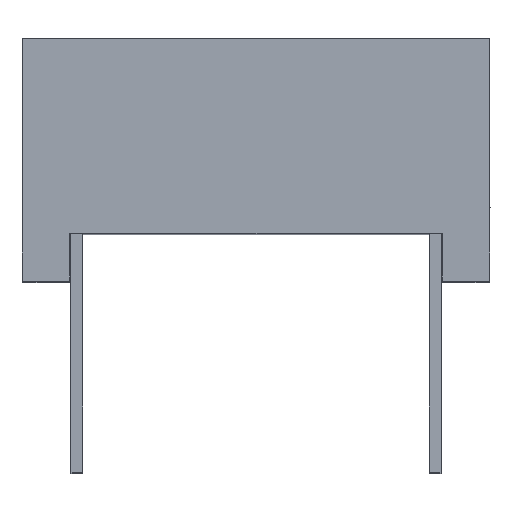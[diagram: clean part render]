
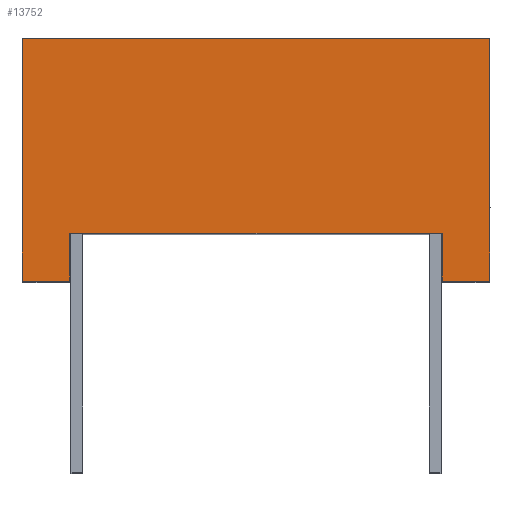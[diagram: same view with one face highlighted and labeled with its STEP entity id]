
A CAD part, top view. The second image highlights one B-rep face of the part: STEP entity #13752.
In plain terms, the highlighted planar face has unit normal (0, 0, 1).
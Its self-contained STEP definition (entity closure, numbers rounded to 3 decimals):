
#16 = VECTOR ( 'NONE', #22540, 1000. ) ;
#124 = VECTOR ( 'NONE', #1115, 1000. ) ;
#717 = DIRECTION ( 'NONE',  ( 0., 1., 0. ) ) ;
#1015 = CARTESIAN_POINT ( 'NONE',  ( 4.9, -5.08, 9.375 ) ) ;
#1115 = DIRECTION ( 'NONE',  ( 0., 1., 0. ) ) ;
#1187 = FACE_OUTER_BOUND ( 'NONE', #19533, .T. ) ;
#1278 = VERTEX_POINT ( 'NONE', #24467 ) ;
#1317 = LINE ( 'NONE', #8939, #16 ) ;
#1370 = EDGE_CURVE ( 'NONE', #23982, #2051, #1317, .T. ) ;
#2051 = VERTEX_POINT ( 'NONE', #7560 ) ;
#2834 = LINE ( 'NONE', #8469, #19888 ) ;
#3296 = DIRECTION ( 'NONE',  ( 1., 0., 0. ) ) ;
#3839 = CARTESIAN_POINT ( 'NONE',  ( -4.9, -5.08, 9.375 ) ) ;
#4342 = LINE ( 'NONE', #15905, #9958 ) ;
#4978 = CARTESIAN_POINT ( 'NONE',  ( -3.9, -5.08, 9.375 ) ) ;
#5307 = VECTOR ( 'NONE', #14394, 1000. ) ;
#5617 = EDGE_CURVE ( 'NONE', #7207, #23982, #16428, .T. ) ;
#5633 = EDGE_CURVE ( 'NONE', #19872, #18120, #12673, .T. ) ;
#6899 = LINE ( 'NONE', #14554, #20106 ) ;
#7207 = VERTEX_POINT ( 'NONE', #20220 ) ;
#7560 = CARTESIAN_POINT ( 'NONE',  ( 3.9, -4.08, 9.375 ) ) ;
#8016 = CARTESIAN_POINT ( 'NONE',  ( 3.9, -2.54, 9.375 ) ) ;
#8469 = CARTESIAN_POINT ( 'NONE',  ( 4.9, -5.08, 9.375 ) ) ;
#8531 = EDGE_CURVE ( 'NONE', #2051, #19872, #19373, .T. ) ;
#8939 = CARTESIAN_POINT ( 'NONE',  ( -8.727, -4.08, 9.375 ) ) ;
#9792 = EDGE_CURVE ( 'NONE', #1278, #24242, #4342, .T. ) ;
#9958 = VECTOR ( 'NONE', #11917, 1000. ) ;
#10234 = VECTOR ( 'NONE', #12030, 1000. ) ;
#11098 = PLANE ( 'NONE',  #17921 ) ;
#11222 = DIRECTION ( 'NONE',  ( 0., 0., 1. ) ) ;
#11917 = DIRECTION ( 'NONE',  ( -1., 0., 0. ) ) ;
#12030 = DIRECTION ( 'NONE',  ( 1., 0., 0. ) ) ;
#12673 = LINE ( 'NONE', #23839, #5307 ) ;
#12753 = CARTESIAN_POINT ( 'NONE',  ( 3.9, -5.08, 9.375 ) ) ;
#13226 = VECTOR ( 'NONE', #21257, 1000. ) ;
#13241 = VERTEX_POINT ( 'NONE', #3839 ) ;
#13752 = ADVANCED_FACE ( 'NONE', ( #1187 ), #11098, .T. ) ;
#14394 = DIRECTION ( 'NONE',  ( 1., 0., 0. ) ) ;
#14406 = CARTESIAN_POINT ( 'NONE',  ( -4.9, 0., 9.375 ) ) ;
#14554 = CARTESIAN_POINT ( 'NONE',  ( -4.9, -5.08, 9.375 ) ) ;
#14964 = CARTESIAN_POINT ( 'NONE',  ( -4.9, -5.08, 9.375 ) ) ;
#15169 = ORIENTED_EDGE ( 'NONE', *, *, #15766, .T. ) ;
#15237 = ORIENTED_EDGE ( 'NONE', *, *, #23225, .T. ) ;
#15663 = ORIENTED_EDGE ( 'NONE', *, *, #15767, .T. ) ;
#15766 = EDGE_CURVE ( 'NONE', #13241, #7207, #21582, .T. ) ;
#15767 = EDGE_CURVE ( 'NONE', #18120, #1278, #2834, .T. ) ;
#15905 = CARTESIAN_POINT ( 'NONE',  ( -4.9, 0., 9.375 ) ) ;
#16356 = ORIENTED_EDGE ( 'NONE', *, *, #5633, .T. ) ;
#16428 = LINE ( 'NONE', #4978, #124 ) ;
#17255 = ORIENTED_EDGE ( 'NONE', *, *, #9792, .T. ) ;
#17892 = CARTESIAN_POINT ( 'NONE',  ( -3.9, -4.08, 9.375 ) ) ;
#17921 = AXIS2_PLACEMENT_3D ( 'NONE', #14964, #11222, #3296 ) ;
#18120 = VERTEX_POINT ( 'NONE', #1015 ) ;
#18817 = ORIENTED_EDGE ( 'NONE', *, *, #8531, .T. ) ;
#19373 = LINE ( 'NONE', #8016, #13226 ) ;
#19533 = EDGE_LOOP ( 'NONE', ( #15237, #15169, #22871, #23182, #18817, #16356, #15663, #17255 ) ) ;
#19872 = VERTEX_POINT ( 'NONE', #12753 ) ;
#19888 = VECTOR ( 'NONE', #717, 1000. ) ;
#20079 = CARTESIAN_POINT ( 'NONE',  ( -4.9, -5.08, 9.375 ) ) ;
#20106 = VECTOR ( 'NONE', #22268, 1000. ) ;
#20220 = CARTESIAN_POINT ( 'NONE',  ( -3.9, -5.08, 9.375 ) ) ;
#21257 = DIRECTION ( 'NONE',  ( 0., -1., 0. ) ) ;
#21582 = LINE ( 'NONE', #20079, #10234 ) ;
#22268 = DIRECTION ( 'NONE',  ( 0., -1., 0. ) ) ;
#22540 = DIRECTION ( 'NONE',  ( 1., 0., 0. ) ) ;
#22871 = ORIENTED_EDGE ( 'NONE', *, *, #5617, .T. ) ;
#23182 = ORIENTED_EDGE ( 'NONE', *, *, #1370, .T. ) ;
#23225 = EDGE_CURVE ( 'NONE', #24242, #13241, #6899, .T. ) ;
#23839 = CARTESIAN_POINT ( 'NONE',  ( -4.9, -5.08, 9.375 ) ) ;
#23982 = VERTEX_POINT ( 'NONE', #17892 ) ;
#24242 = VERTEX_POINT ( 'NONE', #14406 ) ;
#24467 = CARTESIAN_POINT ( 'NONE',  ( 4.9, 0., 9.375 ) ) ;
